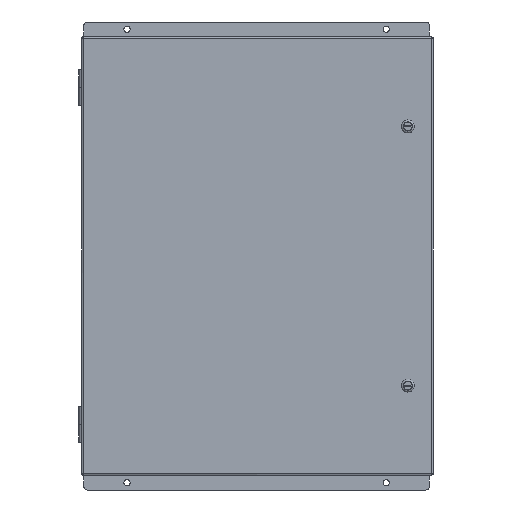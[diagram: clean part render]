
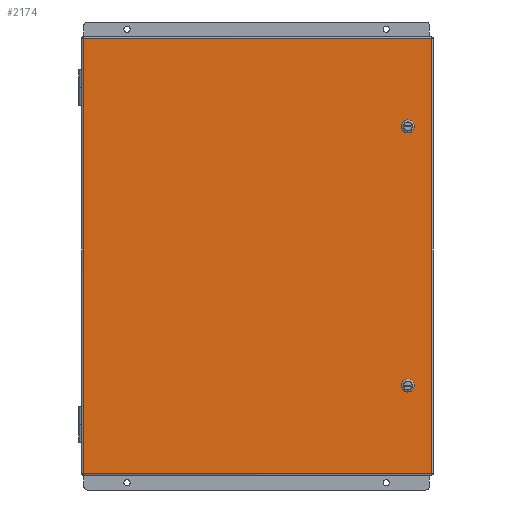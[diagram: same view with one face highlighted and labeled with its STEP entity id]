
A CAD part, front view. The second image highlights one B-rep face of the part: STEP entity #2174.
In plain terms, the highlighted planar face has unit normal (0, -1, 0).
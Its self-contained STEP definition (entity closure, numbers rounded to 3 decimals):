
#2174 = ADVANCED_FACE( '', ( #5046, #5047, #5048 ), #5049, .T. );
#5046 = FACE_BOUND( '', #14775, .T. );
#5047 = FACE_BOUND( '', #14776, .T. );
#5048 = FACE_OUTER_BOUND( '', #14777, .T. );
#5049 = PLANE( '', #14778 );
#14775 = EDGE_LOOP( '', ( #43744, #43745, #43746, #43747 ) );
#14776 = EDGE_LOOP( '', ( #43748, #43749, #43750, #43751 ) );
#14777 = EDGE_LOOP( '', ( #43752, #43753, #43754, #43755 ) );
#14778 = AXIS2_PLACEMENT_3D( '', #43756, #43757, #43758 );
#43744 = ORIENTED_EDGE( '', *, *, #54127, .F. );
#43745 = ORIENTED_EDGE( '', *, *, #53745, .F. );
#43746 = ORIENTED_EDGE( '', *, *, #54439, .F. );
#43747 = ORIENTED_EDGE( '', *, *, #54440, .F. );
#43748 = ORIENTED_EDGE( '', *, *, #54441, .F. );
#43749 = ORIENTED_EDGE( '', *, *, #53992, .F. );
#43750 = ORIENTED_EDGE( '', *, *, #53863, .F. );
#43751 = ORIENTED_EDGE( '', *, *, #54442, .F. );
#43752 = ORIENTED_EDGE( '', *, *, #54443, .T. );
#43753 = ORIENTED_EDGE( '', *, *, #54444, .F. );
#43754 = ORIENTED_EDGE( '', *, *, #54445, .F. );
#43755 = ORIENTED_EDGE( '', *, *, #54446, .F. );
#43756 = CARTESIAN_POINT( '', ( 0., 0., 0. ) );
#43757 = DIRECTION( '', ( 0., -1., 0. ) );
#43758 = DIRECTION( '', ( 0., 0., -1. ) );
#53745 = EDGE_CURVE( '', #58122, #58124, #58125, .T. );
#53863 = EDGE_CURVE( '', #58328, #58330, #58331, .T. );
#53992 = EDGE_CURVE( '', #58330, #58547, #58548, .T. );
#54127 = EDGE_CURVE( '', #58124, #58770, #58771, .T. );
#54439 = EDGE_CURVE( '', #59282, #58122, #59283, .T. );
#54440 = EDGE_CURVE( '', #58770, #59282, #59284, .T. );
#54441 = EDGE_CURVE( '', #58547, #59285, #59286, .T. );
#54442 = EDGE_CURVE( '', #59285, #58328, #59287, .T. );
#54443 = EDGE_CURVE( '', #59288, #59289, #59290, .T. );
#54444 = EDGE_CURVE( '', #59140, #59289, #59291, .T. );
#54445 = EDGE_CURVE( '', #59292, #59140, #59293, .T. );
#54446 = EDGE_CURVE( '', #59288, #59292, #59294, .T. );
#58122 = VERTEX_POINT( '', #64922 );
#58124 = VERTEX_POINT( '', #64925 );
#58125 = LINE( '', #64926, #64927 );
#58328 = VERTEX_POINT( '', #65503 );
#58330 = VERTEX_POINT( '', #65506 );
#58331 = CIRCLE( '', #65507, 9.716 );
#58547 = VERTEX_POINT( '', #65975 );
#58548 = LINE( '', #65976, #65977 );
#58770 = VERTEX_POINT( '', #66404 );
#58771 = CIRCLE( '', #66405, 9.716 );
#59140 = VERTEX_POINT( '', #67516 );
#59282 = VERTEX_POINT( '', #67879 );
#59283 = CIRCLE( '', #67880, 9.716 );
#59284 = LINE( '', #67881, #67882 );
#59285 = VERTEX_POINT( '', #67883 );
#59286 = CIRCLE( '', #67884, 9.716 );
#59287 = LINE( '', #67885, #67886 );
#59288 = VERTEX_POINT( '', #67887 );
#59289 = VERTEX_POINT( '', #67888 );
#59290 = LINE( '', #67889, #67890 );
#59291 = LINE( '', #67891, #67892 );
#59292 = VERTEX_POINT( '', #67893 );
#59293 = LINE( '', #67894, #67895 );
#59294 = LINE( '', #67896, #67897 );
#64922 = CARTESIAN_POINT( '', ( 257.302, 0., 233.935 ) );
#64925 = CARTESIAN_POINT( '', ( 257.302, 0., 223.29 ) );
#64926 = CARTESIAN_POINT( '', ( 257.302, 0., 223.29 ) );
#64927 = VECTOR( '', #78342, 1000. );
#65503 = CARTESIAN_POINT( '', ( 273.558, 0., -223.29 ) );
#65506 = CARTESIAN_POINT( '', ( 257.302, 0., -223.29 ) );
#65507 = AXIS2_PLACEMENT_3D( '', #78428, #78429, #78430 );
#65975 = CARTESIAN_POINT( '', ( 257.302, 0., -233.935 ) );
#65976 = CARTESIAN_POINT( '', ( 257.302, 0., -233.935 ) );
#65977 = VECTOR( '', #78542, 1000. );
#66404 = CARTESIAN_POINT( '', ( 273.558, 0., 223.29 ) );
#66405 = AXIS2_PLACEMENT_3D( '', #78657, #78658, #78659 );
#67516 = CARTESIAN_POINT( '', ( -307.162, 0., -384.162 ) );
#67879 = CARTESIAN_POINT( '', ( 273.558, 0., 233.935 ) );
#67880 = AXIS2_PLACEMENT_3D( '', #78867, #78868, #78869 );
#67881 = CARTESIAN_POINT( '', ( 273.558, 0., 223.29 ) );
#67882 = VECTOR( '', #78870, 1000. );
#67883 = CARTESIAN_POINT( '', ( 273.558, 0., -233.935 ) );
#67884 = AXIS2_PLACEMENT_3D( '', #78871, #78872, #78873 );
#67885 = CARTESIAN_POINT( '', ( 273.558, 0., -233.935 ) );
#67886 = VECTOR( '', #78874, 1000. );
#67887 = CARTESIAN_POINT( '', ( 307.162, 0., 384.162 ) );
#67888 = CARTESIAN_POINT( '', ( -307.162, 0., 384.162 ) );
#67889 = CARTESIAN_POINT( '', ( -307.162, 0., 384.162 ) );
#67890 = VECTOR( '', #78875, 1000. );
#67891 = CARTESIAN_POINT( '', ( -307.162, 0., -384.162 ) );
#67892 = VECTOR( '', #78876, 1000. );
#67893 = CARTESIAN_POINT( '', ( 307.162, 0., -384.162 ) );
#67894 = CARTESIAN_POINT( '', ( 307.162, 0., -384.162 ) );
#67895 = VECTOR( '', #78877, 1000. );
#67896 = CARTESIAN_POINT( '', ( 307.162, 0., 384.162 ) );
#67897 = VECTOR( '', #78878, 1000. );
#78342 = DIRECTION( '', ( 0., 0., -1. ) );
#78428 = CARTESIAN_POINT( '', ( 265.43, 0., -228.613 ) );
#78429 = DIRECTION( '', ( 0., -1., 0. ) );
#78430 = DIRECTION( '', ( -1., 0., 0. ) );
#78542 = DIRECTION( '', ( 0., 0., -1. ) );
#78657 = CARTESIAN_POINT( '', ( 265.43, 0., 228.613 ) );
#78658 = DIRECTION( '', ( 0., -1., 0. ) );
#78659 = DIRECTION( '', ( -1., 0., 0. ) );
#78867 = CARTESIAN_POINT( '', ( 265.43, 0., 228.613 ) );
#78868 = DIRECTION( '', ( 0., -1., 0. ) );
#78869 = DIRECTION( '', ( -1., 0., 0. ) );
#78870 = DIRECTION( '', ( 0., 0., 1. ) );
#78871 = CARTESIAN_POINT( '', ( 265.43, 0., -228.613 ) );
#78872 = DIRECTION( '', ( 0., -1., 0. ) );
#78873 = DIRECTION( '', ( -1., 0., 0. ) );
#78874 = DIRECTION( '', ( 0., 0., 1. ) );
#78875 = DIRECTION( '', ( -1., 0., 0. ) );
#78876 = DIRECTION( '', ( 0., 0., 1. ) );
#78877 = DIRECTION( '', ( -1., 0., 0. ) );
#78878 = DIRECTION( '', ( 0., 0., -1. ) );
